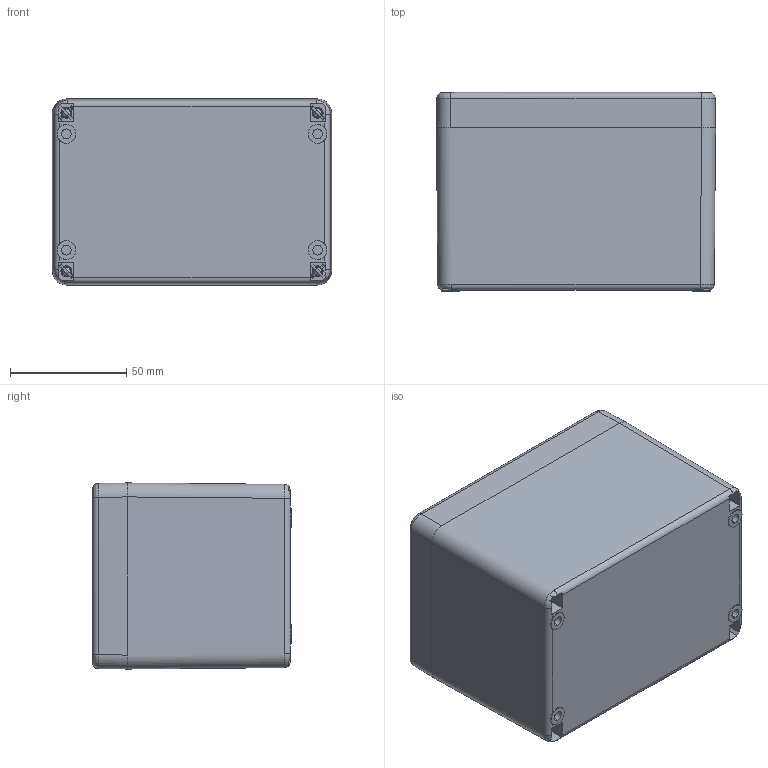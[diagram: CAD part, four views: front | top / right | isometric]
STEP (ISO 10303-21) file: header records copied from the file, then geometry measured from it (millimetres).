
FILE_DESCRIPTION (( 'STEP AP214' ), '1' );
FILE_NAME ('2366-1208-08-00.step', '2023-11-08T07:14:08', ( '' ), ( '' ), 'SwSTEP 2.0', 'SolidWorks 2019', '' );
FILE_SCHEMA (( 'AUTOMOTIVE_DESIGN' ));
Length unit declared in the file: millimetre
Products named in the file (5): Deckel^2366-1208-08-00; 2366-1208-08-00; Deckelschraube_3,5x14,5; Unterteil^2366-1208-08-00
Assembly tree (7 placements, depth 3):
  2366-1208-08-00
    2366-1208-08-00
      Deckelschraube_3,5x14,5  x4
      Unterteil^2366-1208-08-00
      Deckel^2366-1208-08-00
Bounding box: 120 x 85.5 x 80 mm (x, y, z)
Volume: 178008.5 mm3; surface area: 122974.9 mm2
Topology: 10 solids, 10 shells, 779 faces, 1974 edges, 1218 vertices
Faces by surface type: plane 349, cylinder 204, cone 154, bspline 48, sphere 16, torus 8
Entity records: 23425 total; most frequent: CARTESIAN_POINT 8555, ORIENTED_EDGE 2926, DIRECTION 2909, EDGE_CURVE 1463, AXIS2_PLACEMENT_3D 1067, VERTEX_POINT 917, VECTOR 775, LINE 775
